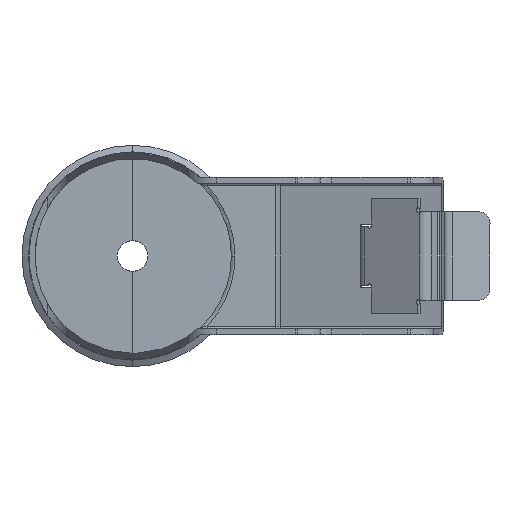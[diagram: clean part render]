
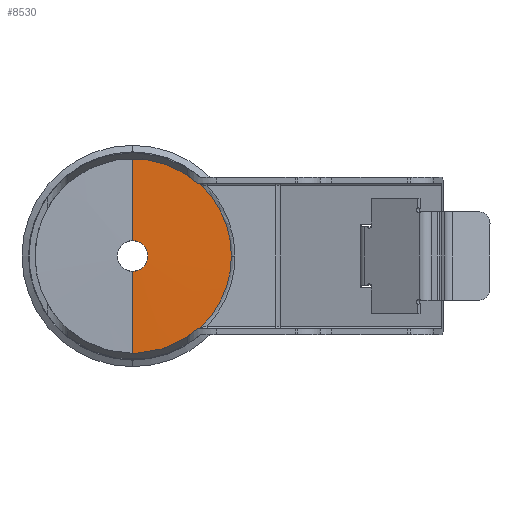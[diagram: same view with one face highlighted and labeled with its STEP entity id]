
A CAD part, front view. The second image highlights one B-rep face of the part: STEP entity #8530.
In plain terms, the highlighted conical face has half-angle 89.272 degrees and reference radius 41.495 mm.
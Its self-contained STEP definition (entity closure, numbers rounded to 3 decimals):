
#39 = DIRECTION ( 'NONE',  ( 0., 0.013, 1. ) ) ;
#99 = CARTESIAN_POINT ( 'NONE',  ( 27.467, -20.323, 30.5 ) ) ;
#135 = CARTESIAN_POINT ( 'NONE',  ( 27.467, -20.323, -30.5 ) ) ;
#144 = AXIS2_PLACEMENT_3D ( 'NONE', #5894, #2483, #2518 ) ;
#317 = ORIENTED_EDGE ( 'NONE', *, *, #2898, .T. ) ;
#393 = VERTEX_POINT ( 'NONE', #6609 ) ;
#463 = AXIS2_PLACEMENT_3D ( 'NONE', #2951, #5625, #5668 ) ;
#533 = DIRECTION ( 'NONE',  ( 0., 1., 0. ) ) ;
#656 = CARTESIAN_POINT ( 'NONE',  ( 0., -20.323, 0. ) ) ;
#740 = CARTESIAN_POINT ( 'NONE',  ( 28.184, -20.318, -30.34 ) ) ;
#765 = CARTESIAN_POINT ( 'NONE',  ( 28.621, -20.317, -30.045 ) ) ;
#817 = AXIS2_PLACEMENT_3D ( 'NONE', #7228, #533, #4674 ) ;
#852 = EDGE_CURVE ( 'NONE', #3587, #7842, #7872, .T. ) ;
#1009 = CARTESIAN_POINT ( 'NONE',  ( 28.621, -20.317, -30.045 ) ) ;
#1132 = CIRCLE ( 'NONE', #144, 41.495 ) ;
#1211 = CARTESIAN_POINT ( 'NONE',  ( 0., -20.317, -41.495 ) ) ;
#1305 = VECTOR ( 'NONE', #8560, 1000. ) ;
#1339 = CARTESIAN_POINT ( 'NONE',  ( 0., -20.763, 6.418 ) ) ;
#1408 = AXIS2_PLACEMENT_3D ( 'NONE', #6417, #7399, #1872 ) ;
#1409 = CARTESIAN_POINT ( 'NONE',  ( 27.678, -20.321, -30.489 ) ) ;
#1456 = DIRECTION ( 'NONE',  ( 1., 0., 0. ) ) ;
#1525 = CARTESIAN_POINT ( 'NONE',  ( 27.573, -20.322, 30.5 ) ) ;
#1674 = EDGE_CURVE ( 'NONE', #7842, #7481, #8596, .T. ) ;
#1704 = FACE_OUTER_BOUND ( 'NONE', #2487, .T. ) ;
#1812 = CARTESIAN_POINT ( 'NONE',  ( 27.4, -20.323, -30.5 ) ) ;
#1872 = DIRECTION ( 'NONE',  ( 0., 0., 1. ) ) ;
#1940 = B_SPLINE_CURVE_WITH_KNOTS ( 'NONE', 3,
 ( #7435, #5525, #1409, #4089, #8173, #740, #3415, #2950, #5003, #1009 ),
 .UNSPECIFIED., .F., .F.,
 ( 4, 2, 2, 2, 4 ),
 ( 0., 0., 0.001, 0.001, 0.001 ),
 .UNSPECIFIED. ) ;
#1973 = CARTESIAN_POINT ( 'NONE',  ( 27.467, -20.323, 30.5 ) ) ;
#2088 = EDGE_CURVE ( 'NONE', #3587, #7999, #6827, .T. ) ;
#2154 = AXIS2_PLACEMENT_3D ( 'NONE', #656, #6691, #1456 ) ;
#2307 = CARTESIAN_POINT ( 'NONE',  ( 27.467, -20.323, 30.5 ) ) ;
#2483 = DIRECTION ( 'NONE',  ( 0., -1., 0. ) ) ;
#2487 = EDGE_LOOP ( 'NONE', ( #8277, #5749, #5024, #6408, #7028, #5532, #4220, #4319, #3962, #317, #2798 ) ) ;
#2518 = DIRECTION ( 'NONE',  ( 0., 0., 1. ) ) ;
#2656 = CARTESIAN_POINT ( 'NONE',  ( 28.184, -20.318, 30.34 ) ) ;
#2691 = CIRCLE ( 'NONE', #463, 41.495 ) ;
#2798 = ORIENTED_EDGE ( 'NONE', *, *, #2088, .F. ) ;
#2898 = EDGE_CURVE ( 'NONE', #3118, #7999, #7928, .T. ) ;
#2950 = CARTESIAN_POINT ( 'NONE',  ( 28.458, -20.317, -30.182 ) ) ;
#2951 = CARTESIAN_POINT ( 'NONE',  ( 0., -20.317, 0. ) ) ;
#3060 = EDGE_CURVE ( 'NONE', #4683, #7501, #1940, .T. ) ;
#3081 = CARTESIAN_POINT ( 'NONE',  ( 27.4, -20.323, 30.5 ) ) ;
#3118 = VERTEX_POINT ( 'NONE', #3081 ) ;
#3309 = CARTESIAN_POINT ( 'NONE',  ( 27.987, -20.319, 30.417 ) ) ;
#3415 = CARTESIAN_POINT ( 'NONE',  ( 28.278, -20.318, -30.293 ) ) ;
#3587 = VERTEX_POINT ( 'NONE', #1339 ) ;
#3925 = CARTESIAN_POINT ( 'NONE',  ( 0., -20.323, 0. ) ) ;
#3962 = ORIENTED_EDGE ( 'NONE', *, *, #4409, .T. ) ;
#4089 = CARTESIAN_POINT ( 'NONE',  ( 27.885, -20.32, -30.448 ) ) ;
#4094 = CARTESIAN_POINT ( 'NONE',  ( 0., -20.317, 41.495 ) ) ;
#4220 = ORIENTED_EDGE ( 'NONE', *, *, #4623, .T. ) ;
#4248 = CARTESIAN_POINT ( 'NONE',  ( 0., -20.763, -6.418 ) ) ;
#4319 = ORIENTED_EDGE ( 'NONE', *, *, #7512, .F. ) ;
#4385 = B_SPLINE_CURVE_WITH_KNOTS ( 'NONE', 3,
 ( #99, #1525, #5414, #6894, #3309, #2656, #5369, #8030, #8295, #5119 ),
 .UNSPECIFIED., .F., .F.,
 ( 4, 2, 2, 2, 4 ),
 ( 0., 0., 0.001, 0.001, 0.001 ),
 .UNSPECIFIED. ) ;
#4409 = EDGE_CURVE ( 'NONE', #5155, #3118, #5550, .T. ) ;
#4443 = CARTESIAN_POINT ( 'NONE',  ( 27.445, -20.323, 30.5 ) ) ;
#4487 = CARTESIAN_POINT ( 'NONE',  ( 27.4, -20.323, 30.5 ) ) ;
#4516 = EDGE_CURVE ( 'NONE', #7481, #393, #5962, .T. ) ;
#4623 = EDGE_CURVE ( 'NONE', #7792, #5171, #2691, .T. ) ;
#4667 = CARTESIAN_POINT ( 'NONE',  ( 28.621, -20.317, 30.045 ) ) ;
#4674 = DIRECTION ( 'NONE',  ( 0., 0., 1. ) ) ;
#4683 = VERTEX_POINT ( 'NONE', #135 ) ;
#5003 = CARTESIAN_POINT ( 'NONE',  ( 28.543, -20.317, -30.118 ) ) ;
#5024 = ORIENTED_EDGE ( 'NONE', *, *, #4516, .T. ) ;
#5079 = EDGE_CURVE ( 'NONE', #393, #4683, #5100, .T. ) ;
#5100 = B_SPLINE_CURVE_WITH_KNOTS ( 'NONE', 3,
 ( #1812, #7093, #6518, #8532 ),
 .UNSPECIFIED., .F., .F.,
 ( 4, 4 ),
 ( 0., 0. ),
 .UNSPECIFIED. ) ;
#5119 = CARTESIAN_POINT ( 'NONE',  ( 28.621, -20.317, 30.045 ) ) ;
#5155 = VERTEX_POINT ( 'NONE', #1973 ) ;
#5171 = VERTEX_POINT ( 'NONE', #4667 ) ;
#5306 = VECTOR ( 'NONE', #39, 1000. ) ;
#5369 = CARTESIAN_POINT ( 'NONE',  ( 28.278, -20.318, 30.293 ) ) ;
#5386 = DIRECTION ( 'NONE',  ( 0., -1., 0. ) ) ;
#5414 = CARTESIAN_POINT ( 'NONE',  ( 27.678, -20.321, 30.489 ) ) ;
#5508 = CONICAL_SURFACE ( 'NONE', #1408, 41.495, 1.558 ) ;
#5525 = CARTESIAN_POINT ( 'NONE',  ( 27.573, -20.322, -30.5 ) ) ;
#5532 = ORIENTED_EDGE ( 'NONE', *, *, #6272, .T. ) ;
#5550 = B_SPLINE_CURVE_WITH_KNOTS ( 'NONE', 3,
 ( #2307, #4443, #8508, #4487 ),
 .UNSPECIFIED., .F., .F.,
 ( 4, 4 ),
 ( 0., 0. ),
 .UNSPECIFIED. ) ;
#5625 = DIRECTION ( 'NONE',  ( 0., -1., 0. ) ) ;
#5668 = DIRECTION ( 'NONE',  ( 0., 0., 1. ) ) ;
#5749 = ORIENTED_EDGE ( 'NONE', *, *, #1674, .T. ) ;
#5894 = CARTESIAN_POINT ( 'NONE',  ( 0., -20.317, 0. ) ) ;
#5962 = CIRCLE ( 'NONE', #2154, 41. ) ;
#6272 = EDGE_CURVE ( 'NONE', #7501, #7792, #1132, .T. ) ;
#6408 = ORIENTED_EDGE ( 'NONE', *, *, #5079, .T. ) ;
#6417 = CARTESIAN_POINT ( 'NONE',  ( 0., -20.317, 0. ) ) ;
#6518 = CARTESIAN_POINT ( 'NONE',  ( 27.445, -20.323, -30.5 ) ) ;
#6609 = CARTESIAN_POINT ( 'NONE',  ( 27.4, -20.323, -30.5 ) ) ;
#6644 = DIRECTION ( 'NONE',  ( 1., 0., 0. ) ) ;
#6691 = DIRECTION ( 'NONE',  ( 0., -1., 0. ) ) ;
#6733 = CARTESIAN_POINT ( 'NONE',  ( 0., -20.323, 41. ) ) ;
#6827 = LINE ( 'NONE', #4094, #5306 ) ;
#6894 = CARTESIAN_POINT ( 'NONE',  ( 27.885, -20.32, 30.448 ) ) ;
#7028 = ORIENTED_EDGE ( 'NONE', *, *, #3060, .T. ) ;
#7093 = CARTESIAN_POINT ( 'NONE',  ( 27.422, -20.323, -30.5 ) ) ;
#7228 = CARTESIAN_POINT ( 'NONE',  ( 0., -20.763, 0. ) ) ;
#7230 = AXIS2_PLACEMENT_3D ( 'NONE', #3925, #5386, #6644 ) ;
#7368 = CARTESIAN_POINT ( 'NONE',  ( 41.495, -20.317, 0. ) ) ;
#7399 = DIRECTION ( 'NONE',  ( 0., 1., 0. ) ) ;
#7435 = CARTESIAN_POINT ( 'NONE',  ( 27.467, -20.323, -30.5 ) ) ;
#7481 = VERTEX_POINT ( 'NONE', #8155 ) ;
#7501 = VERTEX_POINT ( 'NONE', #765 ) ;
#7512 = EDGE_CURVE ( 'NONE', #5155, #5171, #4385, .T. ) ;
#7792 = VERTEX_POINT ( 'NONE', #7368 ) ;
#7842 = VERTEX_POINT ( 'NONE', #4248 ) ;
#7872 = CIRCLE ( 'NONE', #817, 6.418 ) ;
#7928 = CIRCLE ( 'NONE', #7230, 41. ) ;
#7999 = VERTEX_POINT ( 'NONE', #6733 ) ;
#8030 = CARTESIAN_POINT ( 'NONE',  ( 28.458, -20.317, 30.182 ) ) ;
#8155 = CARTESIAN_POINT ( 'NONE',  ( 0., -20.323, -41. ) ) ;
#8173 = CARTESIAN_POINT ( 'NONE',  ( 27.987, -20.319, -30.417 ) ) ;
#8277 = ORIENTED_EDGE ( 'NONE', *, *, #852, .T. ) ;
#8295 = CARTESIAN_POINT ( 'NONE',  ( 28.543, -20.317, 30.118 ) ) ;
#8508 = CARTESIAN_POINT ( 'NONE',  ( 27.422, -20.323, 30.5 ) ) ;
#8530 = ADVANCED_FACE ( 'NONE', ( #1704 ), #5508, .T. ) ;
#8532 = CARTESIAN_POINT ( 'NONE',  ( 27.467, -20.323, -30.5 ) ) ;
#8560 = DIRECTION ( 'NONE',  ( 0., 0.013, -1. ) ) ;
#8596 = LINE ( 'NONE', #1211, #1305 ) ;
